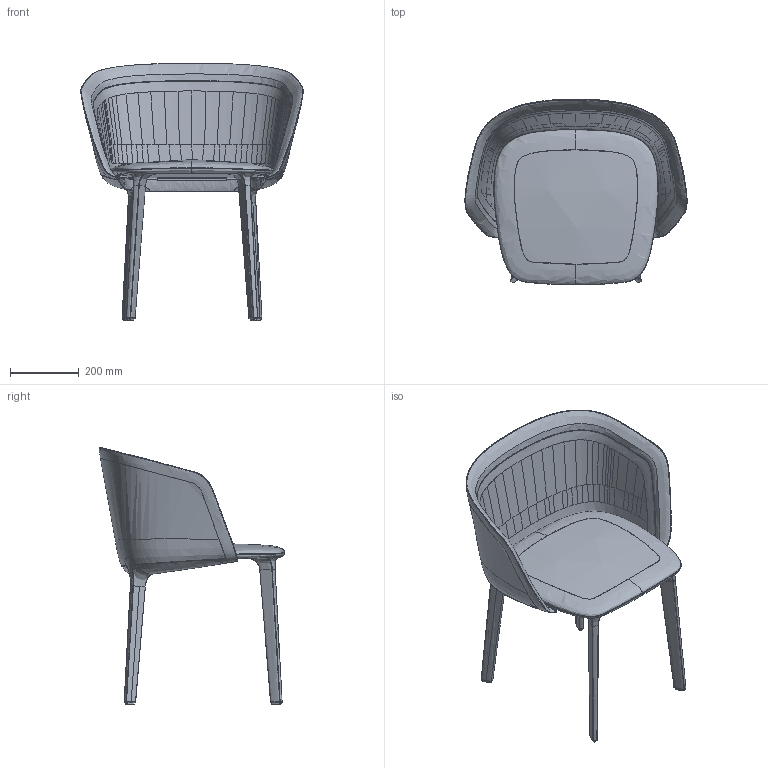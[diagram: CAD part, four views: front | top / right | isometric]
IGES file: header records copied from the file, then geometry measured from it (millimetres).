
Start section: SolidWorks IGES file using analytic representation for surfaces
Global section: file name: POLTRONCINA.IGS; native system: SolidWorks 2016; preprocessor: SolidWorks 2016; author: andrea.intermite; date: 170321.113148; units: centimetre
Bounding box: 644.91 x 538.76 x 747.13 mm (x, y, z)
Volume: 30609.5 mm3; surface area: 1426071.7 mm2
Topology: 19 solids, 22 shells, 470 faces, 6200 edges, 7526 vertices
Faces by surface type: bspline 378, plane 48, revolution 44
